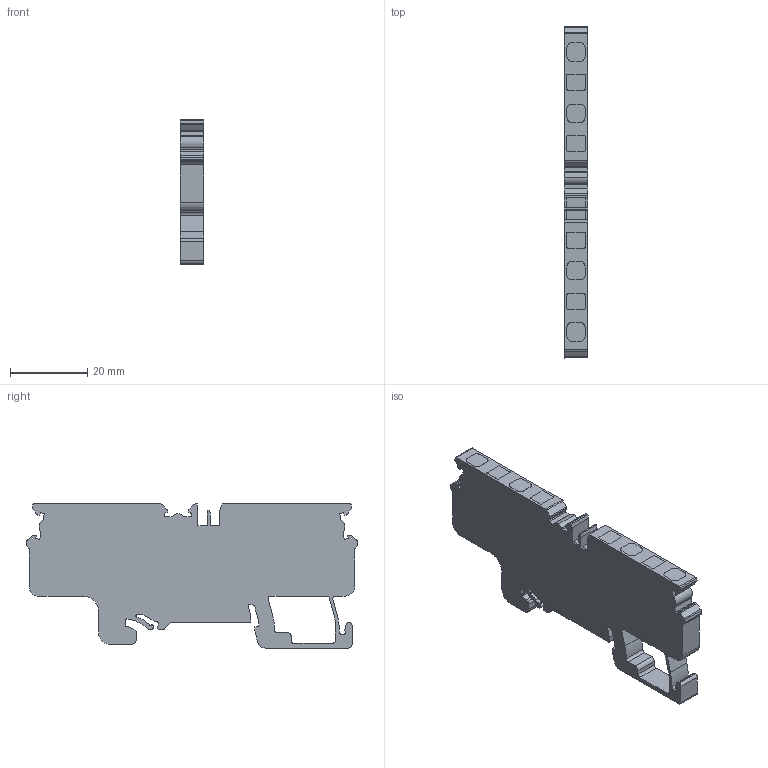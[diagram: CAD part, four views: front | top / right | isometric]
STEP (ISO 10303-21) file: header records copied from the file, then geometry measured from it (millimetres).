
FILE_DESCRIPTION (( 'STEP AP214' ), '1' );
FILE_NAME ('CX4_4GR.STEP', '2024-11-20T09:11:53', ( '' ), ( '' ), 'SwSTEP 2.0', 'SolidWorks 2022', '' );
FILE_SCHEMA (( 'AUTOMOTIVE_DESIGN' ));
Length unit declared in the file: millimetre
Products named in the file (1): CX4_4GR
Bounding box: 6 x 86.2 x 37.4 mm (x, y, z)
Volume: 14224.3 mm3; surface area: 7060.8 mm2
Topology: 1 solids, 1 shells, 282 faces, 816 edges, 544 vertices
Faces by surface type: plane 149, cylinder 133
Entity records: 9494 total; most frequent: DIRECTION 1648, CARTESIAN_POINT 1643, ORIENTED_EDGE 1632, EDGE_CURVE 816, LINE 550, VECTOR 550, AXIS2_PLACEMENT_3D 549, VERTEX_POINT 544
